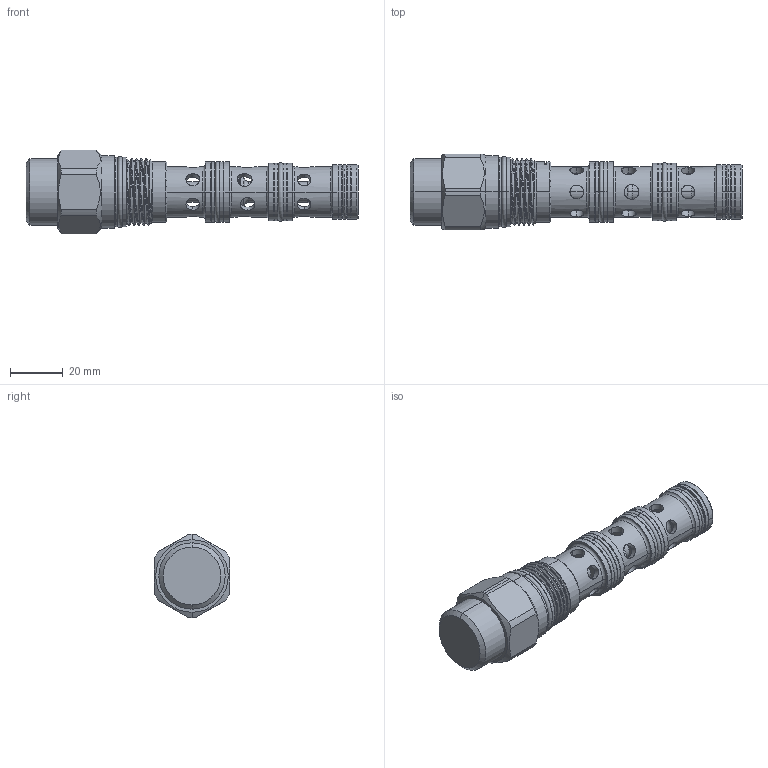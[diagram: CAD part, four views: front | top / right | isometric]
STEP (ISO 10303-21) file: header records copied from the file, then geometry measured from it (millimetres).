
FILE_DESCRIPTION (( 'STEP AP203' ), '1' );
FILE_NAME ('LR32A41-N.STEP', '2022-06-16T08:38:09', ( '' ), ( '' ), 'SwSTEP 2.0', 'SolidWorks 2018', '' );
FILE_SCHEMA (( 'CONFIG_CONTROL_DESIGN' ));
Length unit declared in the file: millimetre
Products named in the file (1): LR32A41-N
Bounding box: 125.35 x 28.57 x 31.6 mm (x, y, z)
Volume: 48126.9 mm3; surface area: 15762.5 mm2
Topology: 3 solids, 3 shells, 285 faces, 690 edges, 431 vertices
Faces by surface type: cylinder 180, plane 56, torus 24, cone 23, bspline 2
Entity records: 11238 total; most frequent: CARTESIAN_POINT 4525, DIRECTION 1400, ORIENTED_EDGE 1376, EDGE_CURVE 688, AXIS2_PLACEMENT_3D 599, VERTEX_POINT 431, EDGE_LOOP 359, CIRCLE 315
